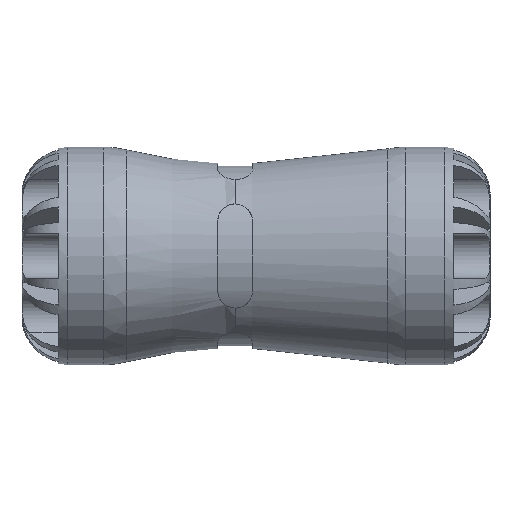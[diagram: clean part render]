
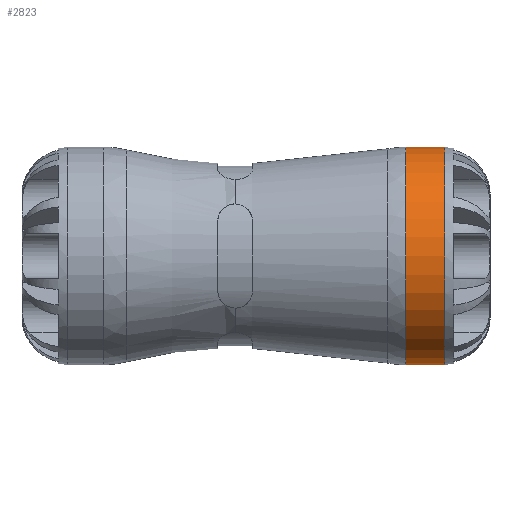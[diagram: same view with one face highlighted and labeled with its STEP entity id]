
A CAD part, front view. The second image highlights one B-rep face of the part: STEP entity #2823.
In plain terms, the highlighted cylindrical face has radius 23.5 mm (diameter 47 mm), a full revolution.
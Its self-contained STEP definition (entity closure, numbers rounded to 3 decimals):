
#28=FACE_BOUND('',#486,.T.);
#56=CIRCLE('',#2948,23.5);
#142=CIRCLE('',#3092,23.5);
#143=CIRCLE('',#3093,23.5);
#207=CYLINDRICAL_SURFACE('',#3094,23.5);
#316=FACE_OUTER_BOUND('',#485,.T.);
#485=EDGE_LOOP('',(#2120));
#486=EDGE_LOOP('',(#2121,#2122));
#1011=VERTEX_POINT('',#4304);
#1142=VERTEX_POINT('',#5407);
#1143=VERTEX_POINT('',#5408);
#1294=EDGE_CURVE('',#1011,#1011,#56,.T.);
#1484=EDGE_CURVE('',#1142,#1143,#142,.T.);
#1486=EDGE_CURVE('',#1143,#1142,#143,.T.);
#2120=ORIENTED_EDGE('',*,*,#1294,.F.);
#2121=ORIENTED_EDGE('',*,*,#1484,.F.);
#2122=ORIENTED_EDGE('',*,*,#1486,.F.);
#2823=ADVANCED_FACE('',(#316,#28),#207,.T.);
#2948=AXIS2_PLACEMENT_3D('',#4305,#3333,#3334);
#3092=AXIS2_PLACEMENT_3D('',#5409,#3669,#3670);
#3093=AXIS2_PLACEMENT_3D('',#5413,#3671,#3672);
#3094=AXIS2_PLACEMENT_3D('',#5414,#3673,#3674);
#3333=DIRECTION('center_axis',(1.,0.,0.));
#3334=DIRECTION('ref_axis',(0.,0.,-1.));
#3669=DIRECTION('center_axis',(-1.,0.,0.));
#3670=DIRECTION('ref_axis',(0.,-1.,0.));
#3671=DIRECTION('center_axis',(-1.,0.,0.));
#3672=DIRECTION('ref_axis',(0.,-1.,0.));
#3673=DIRECTION('center_axis',(1.,0.,0.));
#3674=DIRECTION('ref_axis',(0.,1.,0.));
#4304=CARTESIAN_POINT('',(45.257,23.5,0.));
#4305=CARTESIAN_POINT('Origin',(45.257,0.,0.));
#5407=CARTESIAN_POINT('',(36.796,23.5,0.));
#5408=CARTESIAN_POINT('',(36.796,0.,23.5));
#5409=CARTESIAN_POINT('Origin',(36.796,0.,0.));
#5413=CARTESIAN_POINT('Origin',(36.796,0.,0.));
#5414=CARTESIAN_POINT('Origin',(40.032,0.,0.));
